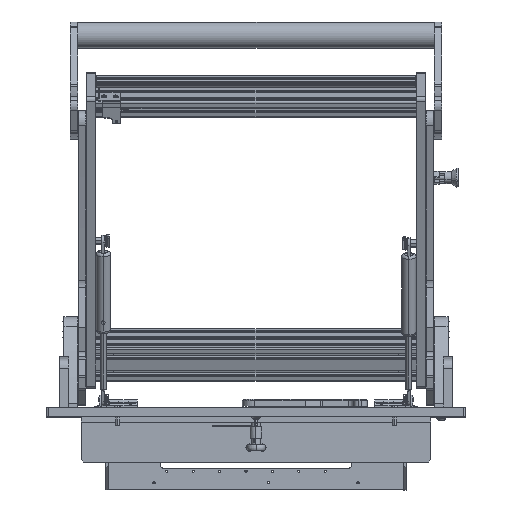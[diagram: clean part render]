
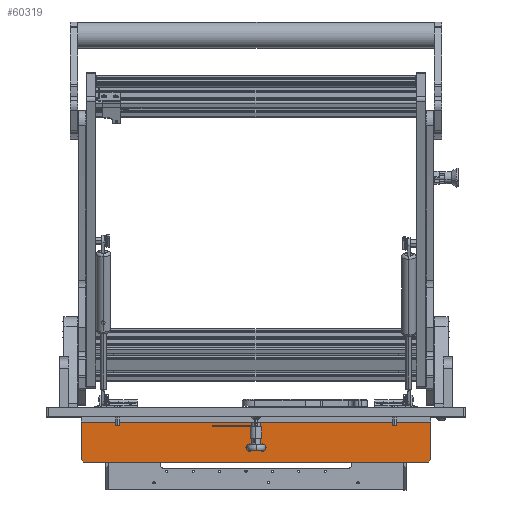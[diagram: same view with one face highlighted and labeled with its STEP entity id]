
A CAD part, top view. The second image highlights one B-rep face of the part: STEP entity #60319.
In plain terms, the highlighted face is planar.
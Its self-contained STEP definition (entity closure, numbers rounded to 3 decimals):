
#278 = DIRECTION ( 'NONE',  ( 0., 1., 0. ) ) ;
#433 = CARTESIAN_POINT ( 'NONE',  ( -6., -34., 8.7 ) ) ;
#732 = AXIS2_PLACEMENT_3D ( 'NONE', #23013, #46566, #278 ) ;
#1479 = CARTESIAN_POINT ( 'NONE',  ( -6., -50., -189. ) ) ;
#1522 = DIRECTION ( 'NONE',  ( 0., 1., 0. ) ) ;
#2359 = DIRECTION ( 'NONE',  ( 0., 1., 0. ) ) ;
#2594 = LINE ( 'NONE', #14561, #64252 ) ;
#2728 = PLANE ( 'NONE',  #55796 ) ;
#2956 = CARTESIAN_POINT ( 'NONE',  ( -6., -47., 192. ) ) ;
#3093 = DIRECTION ( 'NONE',  ( 0., 1., 0. ) ) ;
#5426 = LINE ( 'NONE', #69403, #19387 ) ;
#5783 = DIRECTION ( 'NONE',  ( 1., 0., 0. ) ) ;
#7834 = CIRCLE ( 'NONE', #57074, 1.7 ) ;
#8438 = VERTEX_POINT ( 'NONE', #33101 ) ;
#8514 = EDGE_CURVE ( 'NONE', #8438, #11153, #49919, .T. ) ;
#10124 = AXIS2_PLACEMENT_3D ( 'NONE', #59446, #15082, #3093 ) ;
#10760 = VECTOR ( 'NONE', #62999, 1000. ) ;
#11153 = VERTEX_POINT ( 'NONE', #69022 ) ;
#13146 = ORIENTED_EDGE ( 'NONE', *, *, #74887, .T. ) ;
#13471 = ORIENTED_EDGE ( 'NONE', *, *, #37325, .T. ) ;
#13709 = CARTESIAN_POINT ( 'NONE',  ( -6., -50., -189. ) ) ;
#13808 = VERTEX_POINT ( 'NONE', #13709 ) ;
#14561 = CARTESIAN_POINT ( 'NONE',  ( -6., -6., -192. ) ) ;
#15082 = DIRECTION ( 'NONE',  ( 1., 0., 0. ) ) ;
#15742 = CARTESIAN_POINT ( 'NONE',  ( -6., -6., 192. ) ) ;
#17192 = ORIENTED_EDGE ( 'NONE', *, *, #33297, .T. ) ;
#18519 = CARTESIAN_POINT ( 'NONE',  ( -6., -6., 192. ) ) ;
#19387 = VECTOR ( 'NONE', #29723, 1000. ) ;
#19813 = CARTESIAN_POINT ( 'NONE',  ( -6., -34., 5.3 ) ) ;
#20010 = AXIS2_PLACEMENT_3D ( 'NONE', #58600, #5783, #1522 ) ;
#20079 = CARTESIAN_POINT ( 'NONE',  ( -6., -6., 192. ) ) ;
#21267 = VERTEX_POINT ( 'NONE', #29077 ) ;
#21858 = EDGE_CURVE ( 'NONE', #11153, #8438, #70448, .T. ) ;
#23013 = CARTESIAN_POINT ( 'NONE',  ( -6., -34., -7. ) ) ;
#23522 = DIRECTION ( 'NONE',  ( 0., 0., -1. ) ) ;
#24711 = EDGE_CURVE ( 'NONE', #65963, #13808, #5426, .T. ) ;
#25291 = VERTEX_POINT ( 'NONE', #2956 ) ;
#26362 = CARTESIAN_POINT ( 'NONE',  ( -6., -47., 192. ) ) ;
#28189 = ORIENTED_EDGE ( 'NONE', *, *, #41104, .T. ) ;
#29077 = CARTESIAN_POINT ( 'NONE',  ( -6., -6., -192. ) ) ;
#29723 = DIRECTION ( 'NONE',  ( 0., 0., -1. ) ) ;
#29930 = ORIENTED_EDGE ( 'NONE', *, *, #33799, .T. ) ;
#30815 = EDGE_LOOP ( 'NONE', ( #38303, #28189, #43536, #13146, #13471, #36701 ) ) ;
#33101 = CARTESIAN_POINT ( 'NONE',  ( -6., -34., -8.7 ) ) ;
#33297 = EDGE_CURVE ( 'NONE', #63446, #57873, #36059, .T. ) ;
#33653 = CARTESIAN_POINT ( 'NONE',  ( -6., -47., -192. ) ) ;
#33799 = EDGE_CURVE ( 'NONE', #57873, #63446, #7834, .T. ) ;
#36059 = CIRCLE ( 'NONE', #20010, 1.7 ) ;
#36701 = ORIENTED_EDGE ( 'NONE', *, *, #44359, .T. ) ;
#37325 = EDGE_CURVE ( 'NONE', #21267, #48649, #2594, .T. ) ;
#38303 = ORIENTED_EDGE ( 'NONE', *, *, #24711, .F. ) ;
#39529 = LINE ( 'NONE', #26362, #10760 ) ;
#39610 = EDGE_LOOP ( 'NONE', ( #17192, #29930 ) ) ;
#40228 = DIRECTION ( 'NONE',  ( 1., 0., 0. ) ) ;
#41104 = EDGE_CURVE ( 'NONE', #65963, #25291, #39529, .T. ) ;
#41167 = VECTOR ( 'NONE', #58128, 1000. ) ;
#43536 = ORIENTED_EDGE ( 'NONE', *, *, #60876, .F. ) ;
#43648 = VECTOR ( 'NONE', #61873, 1000. ) ;
#43955 = DIRECTION ( 'NONE',  ( 1., 0., 0. ) ) ;
#44359 = EDGE_CURVE ( 'NONE', #48649, #13808, #54302, .T. ) ;
#44707 = FACE_BOUND ( 'NONE', #58292, .T. ) ;
#44995 = LINE ( 'NONE', #15742, #41167 ) ;
#45089 = FACE_OUTER_BOUND ( 'NONE', #30815, .T. ) ;
#46566 = DIRECTION ( 'NONE',  ( 1., 0., 0. ) ) ;
#46750 = CARTESIAN_POINT ( 'NONE',  ( -6., -6., 192. ) ) ;
#48649 = VERTEX_POINT ( 'NONE', #33653 ) ;
#49301 = ORIENTED_EDGE ( 'NONE', *, *, #8514, .T. ) ;
#49919 = CIRCLE ( 'NONE', #732, 1.7 ) ;
#51365 = CARTESIAN_POINT ( 'NONE',  ( -6., -34., 7. ) ) ;
#54302 = LINE ( 'NONE', #1479, #43648 ) ;
#54574 = VERTEX_POINT ( 'NONE', #46750 ) ;
#55796 = AXIS2_PLACEMENT_3D ( 'NONE', #20079, #43955, #2359 ) ;
#56683 = FACE_BOUND ( 'NONE', #39610, .T. ) ;
#57074 = AXIS2_PLACEMENT_3D ( 'NONE', #51365, #40228, #57943 ) ;
#57873 = VERTEX_POINT ( 'NONE', #433 ) ;
#57943 = DIRECTION ( 'NONE',  ( 0., 1., 0. ) ) ;
#58128 = DIRECTION ( 'NONE',  ( 0., -1., 0. ) ) ;
#58245 = ORIENTED_EDGE ( 'NONE', *, *, #21858, .T. ) ;
#58292 = EDGE_LOOP ( 'NONE', ( #49301, #58245 ) ) ;
#58600 = CARTESIAN_POINT ( 'NONE',  ( -6., -34., 7. ) ) ;
#59409 = LINE ( 'NONE', #18519, #72907 ) ;
#59446 = CARTESIAN_POINT ( 'NONE',  ( -6., -34., -7. ) ) ;
#60319 = ADVANCED_FACE ( 'NONE', ( #56683, #44707, #45089 ), #2728, .F. ) ;
#60876 = EDGE_CURVE ( 'NONE', #54574, #25291, #44995, .T. ) ;
#61873 = DIRECTION ( 'NONE',  ( 0., -0.707, 0.707 ) ) ;
#61937 = DIRECTION ( 'NONE',  ( 0., -1., 0. ) ) ;
#62999 = DIRECTION ( 'NONE',  ( 0., 0.707, 0.707 ) ) ;
#63446 = VERTEX_POINT ( 'NONE', #19813 ) ;
#64252 = VECTOR ( 'NONE', #61937, 1000. ) ;
#65963 = VERTEX_POINT ( 'NONE', #74655 ) ;
#69022 = CARTESIAN_POINT ( 'NONE',  ( -6., -34., -5.3 ) ) ;
#69403 = CARTESIAN_POINT ( 'NONE',  ( -6., -50., 192. ) ) ;
#70448 = CIRCLE ( 'NONE', #10124, 1.7 ) ;
#72907 = VECTOR ( 'NONE', #23522, 1000. ) ;
#74655 = CARTESIAN_POINT ( 'NONE',  ( -6., -50., 189. ) ) ;
#74887 = EDGE_CURVE ( 'NONE', #54574, #21267, #59409, .T. ) ;
